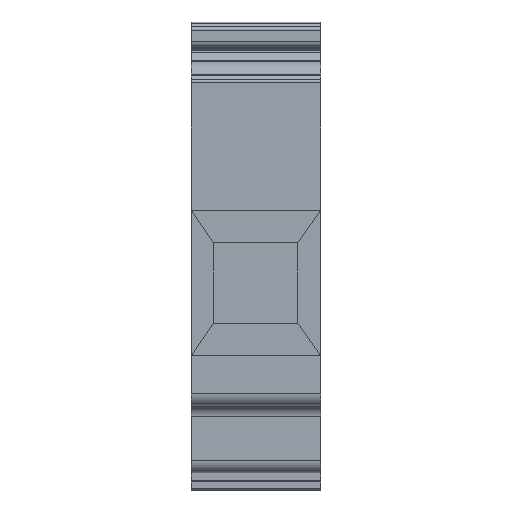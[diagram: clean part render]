
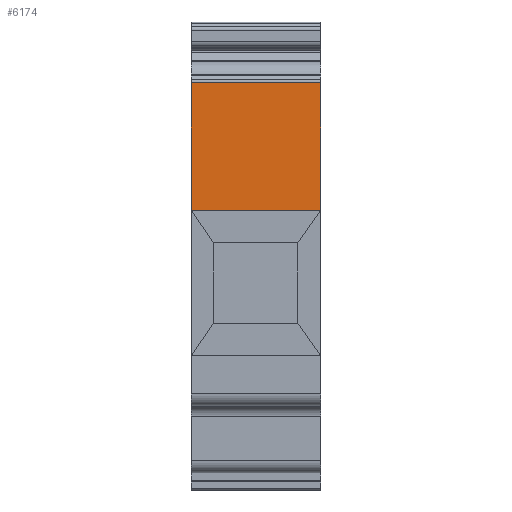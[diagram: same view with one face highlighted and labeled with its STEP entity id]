
A CAD part, left-side view. The second image highlights one B-rep face of the part: STEP entity #6174.
In plain terms, the highlighted face is planar.
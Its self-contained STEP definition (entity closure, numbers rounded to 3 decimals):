
#20 = LINE ( 'NONE', #4340, #4975 ) ;
#145 = ORIENTED_EDGE ( 'NONE', *, *, #6433, .T. ) ;
#307 = PLANE ( 'NONE',  #5050 ) ;
#840 = EDGE_LOOP ( 'NONE', ( #1704, #1924, #5714, #145 ) ) ;
#990 = VERTEX_POINT ( 'NONE', #6274 ) ;
#1216 = CARTESIAN_POINT ( 'NONE',  ( 0., 7.9, 30.6 ) ) ;
#1273 = DIRECTION ( 'NONE',  ( -1., 0., 0. ) ) ;
#1525 = EDGE_CURVE ( 'NONE', #4052, #990, #3385, .T. ) ;
#1570 = VERTEX_POINT ( 'NONE', #4679 ) ;
#1704 = ORIENTED_EDGE ( 'NONE', *, *, #3025, .T. ) ;
#1765 = CARTESIAN_POINT ( 'NONE',  ( 0., 7.9, 5.6 ) ) ;
#1783 = CARTESIAN_POINT ( 'NONE',  ( 16., 7.9, 5.6 ) ) ;
#1924 = ORIENTED_EDGE ( 'NONE', *, *, #4774, .T. ) ;
#1927 = CARTESIAN_POINT ( 'NONE',  ( 16., 7.9, 44.172 ) ) ;
#2272 = LINE ( 'NONE', #1783, #2670 ) ;
#2274 = CARTESIAN_POINT ( 'NONE',  ( 0., 7.9, 44.172 ) ) ;
#2363 = DIRECTION ( 'NONE',  ( 0., 0., -1. ) ) ;
#2670 = VECTOR ( 'NONE', #3915, 1000. ) ;
#2683 = CARTESIAN_POINT ( 'NONE',  ( 0., 7.9, 28.342 ) ) ;
#2961 = DIRECTION ( 'NONE',  ( 0., -1., 0. ) ) ;
#3025 = EDGE_CURVE ( 'NONE', #3124, #1570, #2272, .T. ) ;
#3124 = VERTEX_POINT ( 'NONE', #1927 ) ;
#3385 = LINE ( 'NONE', #1216, #4218 ) ;
#3702 = DIRECTION ( 'NONE',  ( -1., 0., 0. ) ) ;
#3798 = LINE ( 'NONE', #2683, #5704 ) ;
#3915 = DIRECTION ( 'NONE',  ( 0., 0., -1. ) ) ;
#4052 = VERTEX_POINT ( 'NONE', #2274 ) ;
#4218 = VECTOR ( 'NONE', #2363, 1000. ) ;
#4340 = CARTESIAN_POINT ( 'NONE',  ( 0., 7.9, 44.172 ) ) ;
#4599 = FACE_OUTER_BOUND ( 'NONE', #840, .T. ) ;
#4679 = CARTESIAN_POINT ( 'NONE',  ( 16., 7.9, 28.342 ) ) ;
#4772 = DIRECTION ( 'NONE',  ( 1., 0., 0. ) ) ;
#4774 = EDGE_CURVE ( 'NONE', #1570, #990, #3798, .T. ) ;
#4975 = VECTOR ( 'NONE', #4772, 1000. ) ;
#5050 = AXIS2_PLACEMENT_3D ( 'NONE', #1765, #2961, #1273 ) ;
#5704 = VECTOR ( 'NONE', #3702, 1000. ) ;
#5714 = ORIENTED_EDGE ( 'NONE', *, *, #1525, .F. ) ;
#6174 = ADVANCED_FACE ( 'NONE', ( #4599 ), #307, .F. ) ;
#6274 = CARTESIAN_POINT ( 'NONE',  ( 0., 7.9, 28.342 ) ) ;
#6433 = EDGE_CURVE ( 'NONE', #4052, #3124, #20, .T. ) ;
